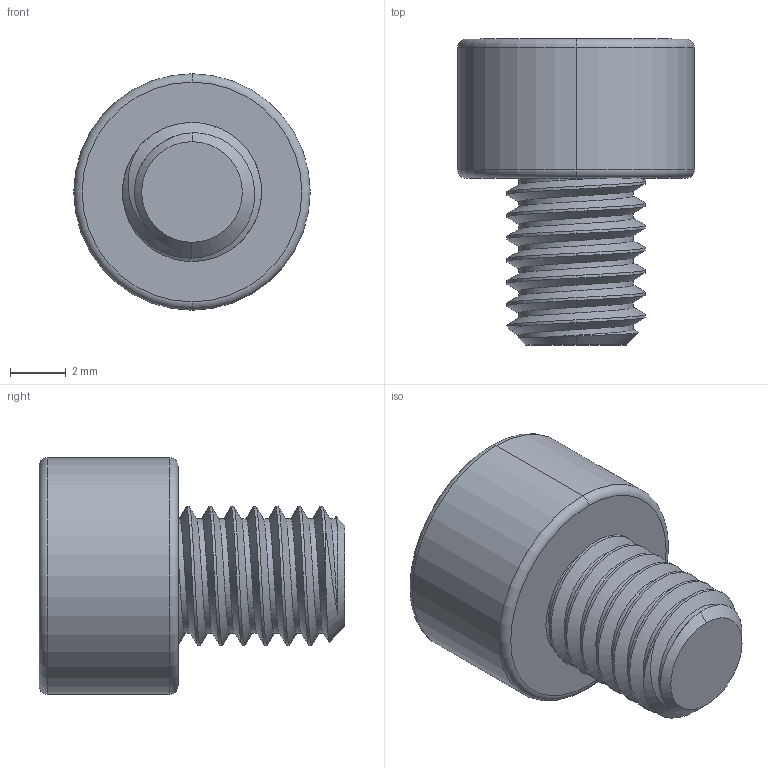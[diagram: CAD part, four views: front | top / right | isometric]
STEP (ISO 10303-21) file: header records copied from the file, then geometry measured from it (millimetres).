
FILE_DESCRIPTION (( 'STEP AP214' ), '1' );
FILE_NAME ('Screw_DIN_912_M5x6F_A2.STEP', '2024-07-16T05:38:22', ( '' ), ( '' ), 'SwSTEP 2.0', 'SolidWorks 2023', '' );
FILE_SCHEMA (( 'AUTOMOTIVE_DESIGN' ));
Length unit declared in the file: millimetre
Products named in the file (1): Screw_DIN_912_M5x6F_A2
Bounding box: 8.5 x 11 x 8.5 mm (x, y, z)
Volume: 339.2 mm3; surface area: 405.3 mm2
Topology: 1 solids, 1 shells, 47 faces, 113 edges, 70 vertices
Faces by surface type: plane 22, cylinder 16, torus 4, bspline 3, cone 2
Entity records: 2779 total; most frequent: CARTESIAN_POINT 1770, ORIENTED_EDGE 226, DIRECTION 181, EDGE_CURVE 113, VERTEX_POINT 70, AXIS2_PLACEMENT_3D 61, VECTOR 59, LINE 59
